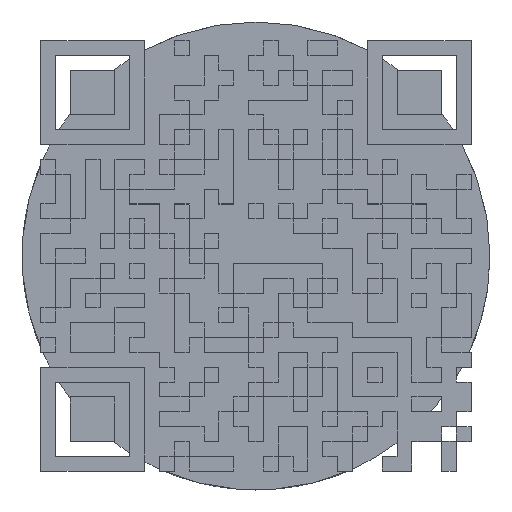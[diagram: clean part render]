
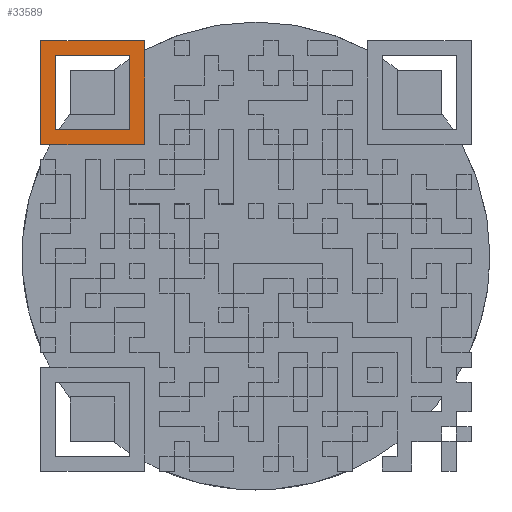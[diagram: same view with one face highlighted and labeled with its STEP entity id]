
A CAD part, top view. The second image highlights one B-rep face of the part: STEP entity #33589.
In plain terms, the highlighted planar face has unit normal (0, 0, 1).
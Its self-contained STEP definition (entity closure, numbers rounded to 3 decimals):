
#1075 = PLANE('',#1076);
#1076 = AXIS2_PLACEMENT_3D('',#1077,#1078,#1079);
#1077 = CARTESIAN_POINT('',(-14.274,25.694,3.));
#1078 = DIRECTION('',(1.,0.,0.));
#1079 = DIRECTION('',(0.,0.,1.));
#1101 = PLANE('',#1102);
#1102 = AXIS2_PLACEMENT_3D('',#1103,#1104,#1105);
#1103 = CARTESIAN_POINT('',(-27.597,14.274,3.));
#1104 = DIRECTION('',(0.,1.,0.));
#1105 = DIRECTION('',(0.,0.,1.));
#11417 = PLANE('',#11418);
#11418 = AXIS2_PLACEMENT_3D('',#11419,#11420,#11421);
#11419 = CARTESIAN_POINT('',(-27.597,25.694,3.));
#11420 = DIRECTION('',(1.,0.,0.));
#11421 = DIRECTION('',(0.,0.,1.));
#11467 = PLANE('',#11468);
#11468 = AXIS2_PLACEMENT_3D('',#11469,#11470,#11471);
#11469 = CARTESIAN_POINT('',(-25.694,16.177,3.));
#11470 = DIRECTION('',(0.,1.,0.));
#11471 = DIRECTION('',(0.,0.,1.));
#11495 = PLANE('',#11496);
#11496 = AXIS2_PLACEMENT_3D('',#11497,#11498,#11499);
#11497 = CARTESIAN_POINT('',(-25.694,23.79,3.));
#11498 = DIRECTION('',(1.,0.,0.));
#11499 = DIRECTION('',(0.,0.,1.));
#11523 = PLANE('',#11524);
#11524 = AXIS2_PLACEMENT_3D('',#11525,#11526,#11527);
#11525 = CARTESIAN_POINT('',(-27.597,25.694,3.));
#11526 = DIRECTION('',(0.,1.,0.));
#11527 = DIRECTION('',(0.,0.,1.));
#11549 = PLANE('',#11550);
#11550 = AXIS2_PLACEMENT_3D('',#11551,#11552,#11553);
#11551 = CARTESIAN_POINT('',(-16.177,23.79,3.));
#11552 = DIRECTION('',(1.,0.,0.));
#11553 = DIRECTION('',(0.,0.,1.));
#11599 = PLANE('',#11600);
#11600 = AXIS2_PLACEMENT_3D('',#11601,#11602,#11603);
#11601 = CARTESIAN_POINT('',(-27.597,27.597,3.));
#11602 = DIRECTION('',(0.,1.,0.));
#11603 = DIRECTION('',(0.,0.,1.));
#15328 = VERTEX_POINT('',#15329);
#15329 = CARTESIAN_POINT('',(-27.597,14.274,8.));
#15350 = EDGE_CURVE('',#15328,#15351,#15353,.T.);
#15351 = VERTEX_POINT('',#15352);
#15352 = CARTESIAN_POINT('',(-14.274,14.274,8.));
#15353 = SURFACE_CURVE('',#15354,(#15358,#15365),.PCURVE_S1.);
#15354 = LINE('',#15355,#15356);
#15355 = CARTESIAN_POINT('',(-27.597,14.274,8.));
#15356 = VECTOR('',#15357,1.);
#15357 = DIRECTION('',(1.,0.,0.));
#15358 = PCURVE('',#1101,#15359);
#15359 = DEFINITIONAL_REPRESENTATION('',(#15360),#15364);
#15360 = LINE('',#15361,#15362);
#15361 = CARTESIAN_POINT('',(5.,0.));
#15362 = VECTOR('',#15363,1.);
#15363 = DIRECTION('',(0.,1.));
#15364 = ( GEOMETRIC_REPRESENTATION_CONTEXT(2) 
PARAMETRIC_REPRESENTATION_CONTEXT() REPRESENTATION_CONTEXT('2D SPACE',''
  ) );
#15365 = PCURVE('',#15366,#15371);
#15366 = PLANE('',#15367);
#15367 = AXIS2_PLACEMENT_3D('',#15368,#15369,#15370);
#15368 = CARTESIAN_POINT('',(-27.597,25.694,8.));
#15369 = DIRECTION('',(0.,0.,1.));
#15370 = DIRECTION('',(1.,0.,0.));
#15371 = DEFINITIONAL_REPRESENTATION('',(#15372),#15376);
#15372 = LINE('',#15373,#15374);
#15373 = CARTESIAN_POINT('',(0.,-11.419));
#15374 = VECTOR('',#15375,1.);
#15375 = DIRECTION('',(1.,0.));
#15376 = ( GEOMETRIC_REPRESENTATION_CONTEXT(2) 
PARAMETRIC_REPRESENTATION_CONTEXT() REPRESENTATION_CONTEXT('2D SPACE',''
  ) );
#15403 = EDGE_CURVE('',#15351,#15404,#15406,.T.);
#15404 = VERTEX_POINT('',#15405);
#15405 = CARTESIAN_POINT('',(-14.274,27.597,8.));
#15406 = SURFACE_CURVE('',#15407,(#15411,#15418),.PCURVE_S1.);
#15407 = LINE('',#15408,#15409);
#15408 = CARTESIAN_POINT('',(-14.274,14.274,8.));
#15409 = VECTOR('',#15410,1.);
#15410 = DIRECTION('',(0.,1.,0.));
#15411 = PCURVE('',#1075,#15412);
#15412 = DEFINITIONAL_REPRESENTATION('',(#15413),#15417);
#15413 = LINE('',#15414,#15415);
#15414 = CARTESIAN_POINT('',(5.,11.419));
#15415 = VECTOR('',#15416,1.);
#15416 = DIRECTION('',(0.,-1.));
#15417 = ( GEOMETRIC_REPRESENTATION_CONTEXT(2) 
PARAMETRIC_REPRESENTATION_CONTEXT() REPRESENTATION_CONTEXT('2D SPACE',''
  ) );
#15418 = PCURVE('',#15366,#15419);
#15419 = DEFINITIONAL_REPRESENTATION('',(#15420),#15424);
#15420 = LINE('',#15421,#15422);
#15421 = CARTESIAN_POINT('',(13.323,-11.419));
#15422 = VECTOR('',#15423,1.);
#15423 = DIRECTION('',(0.,1.));
#15424 = ( GEOMETRIC_REPRESENTATION_CONTEXT(2) 
PARAMETRIC_REPRESENTATION_CONTEXT() REPRESENTATION_CONTEXT('2D SPACE',''
  ) );
#29456 = EDGE_CURVE('',#15328,#29457,#29459,.T.);
#29457 = VERTEX_POINT('',#29458);
#29458 = CARTESIAN_POINT('',(-27.597,27.597,8.));
#29459 = SURFACE_CURVE('',#29460,(#29464,#29471),.PCURVE_S1.);
#29460 = LINE('',#29461,#29462);
#29461 = CARTESIAN_POINT('',(-27.597,14.274,8.));
#29462 = VECTOR('',#29463,1.);
#29463 = DIRECTION('',(0.,1.,0.));
#29464 = PCURVE('',#11417,#29465);
#29465 = DEFINITIONAL_REPRESENTATION('',(#29466),#29470);
#29466 = LINE('',#29467,#29468);
#29467 = CARTESIAN_POINT('',(5.,11.419));
#29468 = VECTOR('',#29469,1.);
#29469 = DIRECTION('',(0.,-1.));
#29470 = ( GEOMETRIC_REPRESENTATION_CONTEXT(2) 
PARAMETRIC_REPRESENTATION_CONTEXT() REPRESENTATION_CONTEXT('2D SPACE',''
  ) );
#29471 = PCURVE('',#15366,#29472);
#29472 = DEFINITIONAL_REPRESENTATION('',(#29473),#29477);
#29473 = LINE('',#29474,#29475);
#29474 = CARTESIAN_POINT('',(0.,-11.419));
#29475 = VECTOR('',#29476,1.);
#29476 = DIRECTION('',(0.,1.));
#29477 = ( GEOMETRIC_REPRESENTATION_CONTEXT(2) 
PARAMETRIC_REPRESENTATION_CONTEXT() REPRESENTATION_CONTEXT('2D SPACE',''
  ) );
#29506 = EDGE_CURVE('',#15404,#29457,#29507,.T.);
#29507 = SURFACE_CURVE('',#29508,(#29512,#29519),.PCURVE_S1.);
#29508 = LINE('',#29509,#29510);
#29509 = CARTESIAN_POINT('',(-14.274,27.597,8.));
#29510 = VECTOR('',#29511,1.);
#29511 = DIRECTION('',(-1.,0.,0.));
#29512 = PCURVE('',#11599,#29513);
#29513 = DEFINITIONAL_REPRESENTATION('',(#29514),#29518);
#29514 = LINE('',#29515,#29516);
#29515 = CARTESIAN_POINT('',(5.,13.323));
#29516 = VECTOR('',#29517,1.);
#29517 = DIRECTION('',(0.,-1.));
#29518 = ( GEOMETRIC_REPRESENTATION_CONTEXT(2) 
PARAMETRIC_REPRESENTATION_CONTEXT() REPRESENTATION_CONTEXT('2D SPACE',''
  ) );
#29519 = PCURVE('',#15366,#29520);
#29520 = DEFINITIONAL_REPRESENTATION('',(#29521),#29525);
#29521 = LINE('',#29522,#29523);
#29522 = CARTESIAN_POINT('',(13.323,1.903));
#29523 = VECTOR('',#29524,1.);
#29524 = DIRECTION('',(-1.,0.));
#29525 = ( GEOMETRIC_REPRESENTATION_CONTEXT(2) 
PARAMETRIC_REPRESENTATION_CONTEXT() REPRESENTATION_CONTEXT('2D SPACE',''
  ) );
#29532 = EDGE_CURVE('',#29533,#29535,#29537,.T.);
#29533 = VERTEX_POINT('',#29534);
#29534 = CARTESIAN_POINT('',(-16.177,25.694,8.));
#29535 = VERTEX_POINT('',#29536);
#29536 = CARTESIAN_POINT('',(-16.177,16.177,8.));
#29537 = SURFACE_CURVE('',#29538,(#29542,#29549),.PCURVE_S1.);
#29538 = LINE('',#29539,#29540);
#29539 = CARTESIAN_POINT('',(-16.177,25.694,8.));
#29540 = VECTOR('',#29541,1.);
#29541 = DIRECTION('',(0.,-1.,0.));
#29542 = PCURVE('',#11549,#29543);
#29543 = DEFINITIONAL_REPRESENTATION('',(#29544),#29548);
#29544 = LINE('',#29545,#29546);
#29545 = CARTESIAN_POINT('',(5.,-1.903));
#29546 = VECTOR('',#29547,1.);
#29547 = DIRECTION('',(0.,1.));
#29548 = ( GEOMETRIC_REPRESENTATION_CONTEXT(2) 
PARAMETRIC_REPRESENTATION_CONTEXT() REPRESENTATION_CONTEXT('2D SPACE',''
  ) );
#29549 = PCURVE('',#15366,#29550);
#29550 = DEFINITIONAL_REPRESENTATION('',(#29551),#29555);
#29551 = LINE('',#29552,#29553);
#29552 = CARTESIAN_POINT('',(11.419,0.));
#29553 = VECTOR('',#29554,1.);
#29554 = DIRECTION('',(0.,-1.));
#29555 = ( GEOMETRIC_REPRESENTATION_CONTEXT(2) 
PARAMETRIC_REPRESENTATION_CONTEXT() REPRESENTATION_CONTEXT('2D SPACE',''
  ) );
#29606 = VERTEX_POINT('',#29607);
#29607 = CARTESIAN_POINT('',(-25.694,25.694,8.));
#29628 = EDGE_CURVE('',#29533,#29606,#29629,.T.);
#29629 = SURFACE_CURVE('',#29630,(#29634,#29641),.PCURVE_S1.);
#29630 = LINE('',#29631,#29632);
#29631 = CARTESIAN_POINT('',(-14.274,25.694,8.));
#29632 = VECTOR('',#29633,1.);
#29633 = DIRECTION('',(-1.,0.,0.));
#29634 = PCURVE('',#11523,#29635);
#29635 = DEFINITIONAL_REPRESENTATION('',(#29636),#29640);
#29636 = LINE('',#29637,#29638);
#29637 = CARTESIAN_POINT('',(5.,13.323));
#29638 = VECTOR('',#29639,1.);
#29639 = DIRECTION('',(0.,-1.));
#29640 = ( GEOMETRIC_REPRESENTATION_CONTEXT(2) 
PARAMETRIC_REPRESENTATION_CONTEXT() REPRESENTATION_CONTEXT('2D SPACE',''
  ) );
#29641 = PCURVE('',#15366,#29642);
#29642 = DEFINITIONAL_REPRESENTATION('',(#29643),#29647);
#29643 = LINE('',#29644,#29645);
#29644 = CARTESIAN_POINT('',(13.323,0.));
#29645 = VECTOR('',#29646,1.);
#29646 = DIRECTION('',(-1.,0.));
#29647 = ( GEOMETRIC_REPRESENTATION_CONTEXT(2) 
PARAMETRIC_REPRESENTATION_CONTEXT() REPRESENTATION_CONTEXT('2D SPACE',''
  ) );
#29653 = EDGE_CURVE('',#29654,#29606,#29656,.T.);
#29654 = VERTEX_POINT('',#29655);
#29655 = CARTESIAN_POINT('',(-25.694,16.177,8.));
#29656 = SURFACE_CURVE('',#29657,(#29661,#29668),.PCURVE_S1.);
#29657 = LINE('',#29658,#29659);
#29658 = CARTESIAN_POINT('',(-25.694,14.274,8.));
#29659 = VECTOR('',#29660,1.);
#29660 = DIRECTION('',(0.,1.,0.));
#29661 = PCURVE('',#11495,#29662);
#29662 = DEFINITIONAL_REPRESENTATION('',(#29663),#29667);
#29663 = LINE('',#29664,#29665);
#29664 = CARTESIAN_POINT('',(5.,9.516));
#29665 = VECTOR('',#29666,1.);
#29666 = DIRECTION('',(0.,-1.));
#29667 = ( GEOMETRIC_REPRESENTATION_CONTEXT(2) 
PARAMETRIC_REPRESENTATION_CONTEXT() REPRESENTATION_CONTEXT('2D SPACE',''
  ) );
#29668 = PCURVE('',#15366,#29669);
#29669 = DEFINITIONAL_REPRESENTATION('',(#29670),#29674);
#29670 = LINE('',#29671,#29672);
#29671 = CARTESIAN_POINT('',(1.903,-11.419));
#29672 = VECTOR('',#29673,1.);
#29673 = DIRECTION('',(0.,1.));
#29674 = ( GEOMETRIC_REPRESENTATION_CONTEXT(2) 
PARAMETRIC_REPRESENTATION_CONTEXT() REPRESENTATION_CONTEXT('2D SPACE',''
  ) );
#29704 = EDGE_CURVE('',#29535,#29654,#29705,.T.);
#29705 = SURFACE_CURVE('',#29706,(#29710,#29717),.PCURVE_S1.);
#29706 = LINE('',#29707,#29708);
#29707 = CARTESIAN_POINT('',(-16.177,16.177,8.));
#29708 = VECTOR('',#29709,1.);
#29709 = DIRECTION('',(-1.,0.,0.));
#29710 = PCURVE('',#11467,#29711);
#29711 = DEFINITIONAL_REPRESENTATION('',(#29712),#29716);
#29712 = LINE('',#29713,#29714);
#29713 = CARTESIAN_POINT('',(5.,9.516));
#29714 = VECTOR('',#29715,1.);
#29715 = DIRECTION('',(0.,-1.));
#29716 = ( GEOMETRIC_REPRESENTATION_CONTEXT(2) 
PARAMETRIC_REPRESENTATION_CONTEXT() REPRESENTATION_CONTEXT('2D SPACE',''
  ) );
#29717 = PCURVE('',#15366,#29718);
#29718 = DEFINITIONAL_REPRESENTATION('',(#29719),#29723);
#29719 = LINE('',#29720,#29721);
#29720 = CARTESIAN_POINT('',(11.419,-9.516));
#29721 = VECTOR('',#29722,1.);
#29722 = DIRECTION('',(-1.,0.));
#29723 = ( GEOMETRIC_REPRESENTATION_CONTEXT(2) 
PARAMETRIC_REPRESENTATION_CONTEXT() REPRESENTATION_CONTEXT('2D SPACE',''
  ) );
#33589 = ADVANCED_FACE('',(#33590,#33596),#15366,.T.);
#33590 = FACE_BOUND('',#33591,.T.);
#33591 = EDGE_LOOP('',(#33592,#33593,#33594,#33595));
#33592 = ORIENTED_EDGE('',*,*,#15350,.T.);
#33593 = ORIENTED_EDGE('',*,*,#15403,.T.);
#33594 = ORIENTED_EDGE('',*,*,#29506,.T.);
#33595 = ORIENTED_EDGE('',*,*,#29456,.F.);
#33596 = FACE_BOUND('',#33597,.T.);
#33597 = EDGE_LOOP('',(#33598,#33599,#33600,#33601));
#33598 = ORIENTED_EDGE('',*,*,#29532,.T.);
#33599 = ORIENTED_EDGE('',*,*,#29704,.T.);
#33600 = ORIENTED_EDGE('',*,*,#29653,.T.);
#33601 = ORIENTED_EDGE('',*,*,#29628,.F.);
